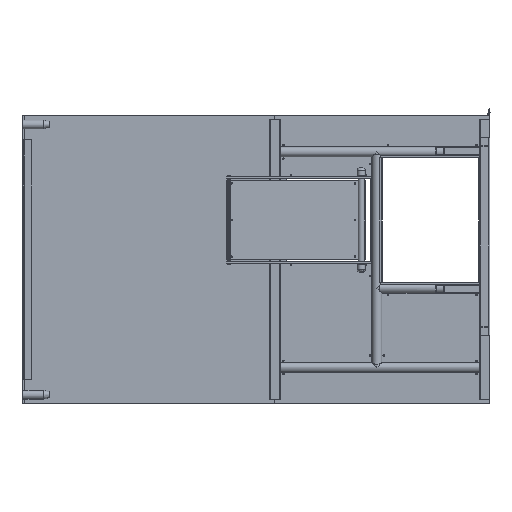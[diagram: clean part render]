
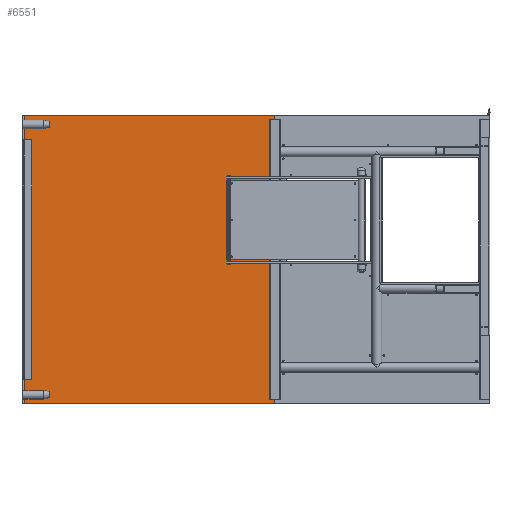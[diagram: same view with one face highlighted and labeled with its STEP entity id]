
A CAD part, left-side view. The second image highlights one B-rep face of the part: STEP entity #6551.
In plain terms, the highlighted face is planar.
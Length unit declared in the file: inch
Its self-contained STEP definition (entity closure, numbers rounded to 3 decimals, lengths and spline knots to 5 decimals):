
#1177=FACE_OUTER_BOUND('',#1730,.T.);
#1730=EDGE_LOOP('',(#5299,#5300,#5301,#5302));
#2234=LINE('',#11100,#2755);
#2261=LINE('',#11267,#2782);
#2265=LINE('',#11274,#2786);
#2266=LINE('',#11276,#2787);
#2755=VECTOR('',#8966,0.3937);
#2782=VECTOR('',#9131,39.37008);
#2786=VECTOR('',#9139,39.37008);
#2787=VECTOR('',#9142,39.37008);
#3288=VERTEX_POINT('',#11098);
#3289=VERTEX_POINT('',#11099);
#3360=VERTEX_POINT('',#11266);
#3361=VERTEX_POINT('',#11272);
#3977=EDGE_CURVE('',#3288,#3289,#2234,.T.);
#4052=EDGE_CURVE('',#3360,#3288,#2261,.T.);
#4056=EDGE_CURVE('',#3289,#3361,#2265,.T.);
#4057=EDGE_CURVE('',#3361,#3360,#2266,.T.);
#5299=ORIENTED_EDGE('',*,*,#3977,.T.);
#5300=ORIENTED_EDGE('',*,*,#4056,.T.);
#5301=ORIENTED_EDGE('',*,*,#4057,.T.);
#5302=ORIENTED_EDGE('',*,*,#4052,.T.);
#6151=PLANE('',#7719);
#6551=ADVANCED_FACE('',(#1177),#6151,.F.);
#7719=AXIS2_PLACEMENT_3D('',#11277,#9143,#9144);
#8966=DIRECTION('',(0.,0.,-1.));
#9131=DIRECTION('',(0.,-1.,0.));
#9139=DIRECTION('',(0.,1.,0.));
#9142=DIRECTION('',(0.,0.,1.));
#9143=DIRECTION('center_axis',(-1.,0.,0.));
#9144=DIRECTION('ref_axis',(0.,0.,1.));
#11098=CARTESIAN_POINT('',(0.25,36.,0.));
#11099=CARTESIAN_POINT('',(0.25,36.,-48.));
#11100=CARTESIAN_POINT('',(0.25,36.,0.));
#11266=CARTESIAN_POINT('',(0.25,77.75,0.));
#11267=CARTESIAN_POINT('',(0.25,0.,0.));
#11272=CARTESIAN_POINT('',(0.25,77.75,-48.));
#11274=CARTESIAN_POINT('',(0.25,0.,-48.));
#11276=CARTESIAN_POINT('',(0.25,77.75,0.));
#11277=CARTESIAN_POINT('Origin',(0.25,0.,0.));
